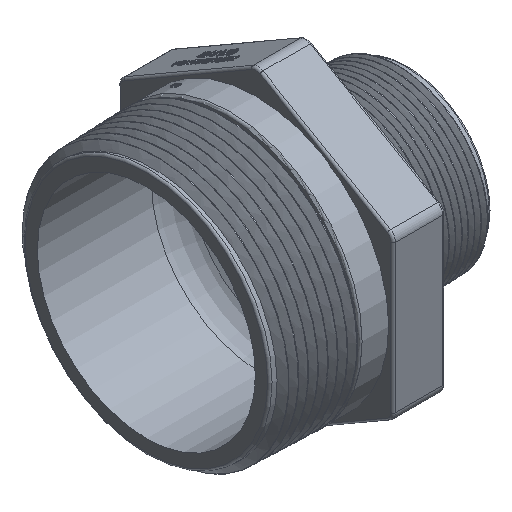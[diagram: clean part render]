
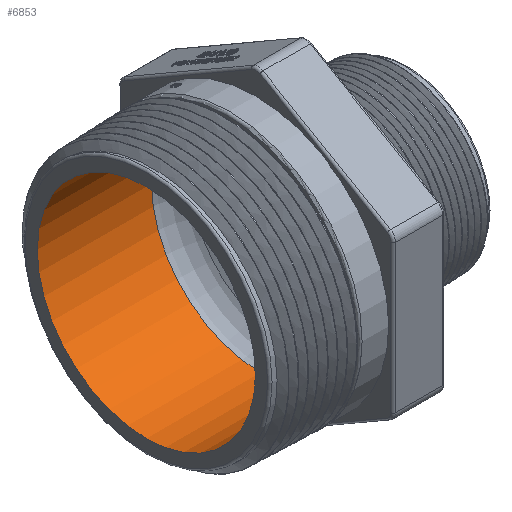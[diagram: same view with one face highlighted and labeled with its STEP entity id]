
A CAD part, isometric view. The second image highlights one B-rep face of the part: STEP entity #6853.
In plain terms, the highlighted cylindrical face has radius 36.449 mm (diameter 72.898 mm), a full revolution.
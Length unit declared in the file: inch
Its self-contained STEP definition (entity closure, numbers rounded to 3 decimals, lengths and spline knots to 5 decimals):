
#777=FACE_OUTER_BOUND('',#1188,.T.);
#1188=EDGE_LOOP('',(#6414,#6415,#6416,#6417,#6418));
#1253=CIRCLE('',#7024,1.435);
#1285=CIRCLE('',#7241,1.435);
#1286=CIRCLE('',#7242,1.435);
#2190=LINE('',#20925,#2791);
#2791=VECTOR('',#8550,1.435);
#3131=VERTEX_POINT('',#14316);
#3447=VERTEX_POINT('',#20919);
#3448=VERTEX_POINT('',#20921);
#3875=EDGE_CURVE('',#3131,#3131,#1253,.T.);
#4445=EDGE_CURVE('',#3447,#3448,#1285,.T.);
#4446=EDGE_CURVE('',#3448,#3447,#1286,.T.);
#4447=EDGE_CURVE('',#3448,#3131,#2190,.T.);
#6414=ORIENTED_EDGE('',*,*,#4445,.F.);
#6415=ORIENTED_EDGE('',*,*,#4446,.F.);
#6416=ORIENTED_EDGE('',*,*,#4447,.T.);
#6417=ORIENTED_EDGE('',*,*,#3875,.F.);
#6418=ORIENTED_EDGE('',*,*,#4447,.F.);
#6476=CYLINDRICAL_SURFACE('',#7243,1.435);
#6853=ADVANCED_FACE('',(#777),#6476,.F.);
#7024=AXIS2_PLACEMENT_3D('',#14317,#7721,#7722);
#7241=AXIS2_PLACEMENT_3D('',#20922,#8544,#8545);
#7242=AXIS2_PLACEMENT_3D('',#20923,#8546,#8547);
#7243=AXIS2_PLACEMENT_3D('',#20924,#8548,#8549);
#7721=DIRECTION('center_axis',(1.,0.,0.));
#7722=DIRECTION('ref_axis',(0.,0.,-1.));
#8544=DIRECTION('center_axis',(-1.,0.,0.));
#8545=DIRECTION('ref_axis',(0.,-1.,0.));
#8546=DIRECTION('center_axis',(-1.,0.,0.));
#8547=DIRECTION('ref_axis',(0.,-1.,0.));
#8548=DIRECTION('center_axis',(1.,0.,0.));
#8549=DIRECTION('ref_axis',(0.,1.,0.));
#8550=DIRECTION('',(-1.,0.,0.));
#14316=CARTESIAN_POINT('',(0.,-1.435,0.));
#14317=CARTESIAN_POINT('Origin',(0.,0.,0.));
#20919=CARTESIAN_POINT('',(1.50349,0.,1.435));
#20921=CARTESIAN_POINT('',(1.50349,-1.435,0.));
#20922=CARTESIAN_POINT('Origin',(1.50349,0.,0.));
#20923=CARTESIAN_POINT('Origin',(1.50349,0.,0.));
#20924=CARTESIAN_POINT('Origin',(0.86,0.,0.));
#20925=CARTESIAN_POINT('',(0.86,-1.435,0.));
